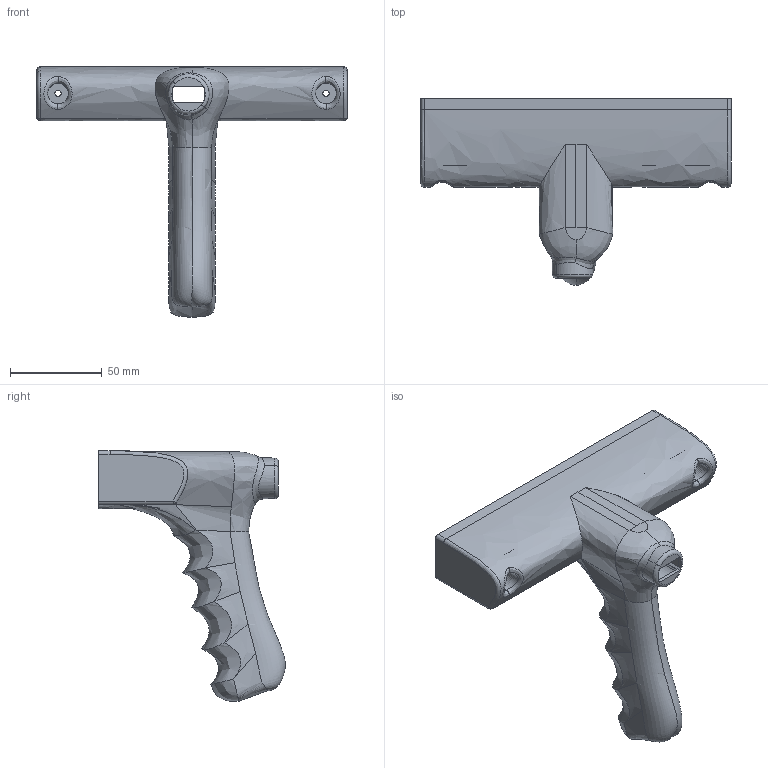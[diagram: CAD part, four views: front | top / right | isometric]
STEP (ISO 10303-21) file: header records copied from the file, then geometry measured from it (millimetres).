
FILE_DESCRIPTION(/* description */ (''),/* implementation_level */ '2;1');
FILE_NAME(/* name */ 'Sense Scanner Guts Handle',/* time_stamp */ '2019-12-25T17:45:35-08:00',/* author */ (''),/* organization */ (''),/* preprocessor_version */ 'ST-DEVELOPER v16.5',/* originating_system */ '',/* authorisation */ '');
FILE_SCHEMA (('AUTOMOTIVE_DESIGN'));
Length unit declared in the file: millimetre
Products named in the file (1): Document
Bounding box: 169.5 x 101.86 x 136.86 mm (x, y, z)
Volume: 189989.4 mm3; surface area: 59919.7 mm2
Topology: 1 solids, 1 shells, 139 faces, 331 edges, 191 vertices
Faces by surface type: bspline 82, plane 57
Entity records: 9619 total; most frequent: CARTESIAN_POINT 7607, ORIENTED_EDGE 644, EDGE_CURVE 322, VERTEX_POINT 191, B_SPLINE_CURVE_WITH_KNOTS 180, EDGE_LOOP 151, ADVANCED_FACE 139, FACE_OUTER_BOUND 139
